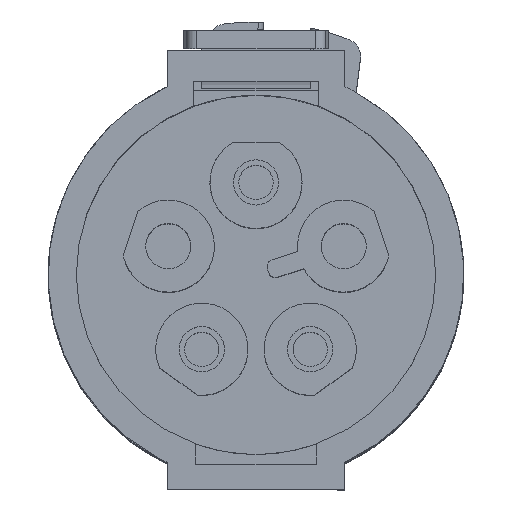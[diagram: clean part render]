
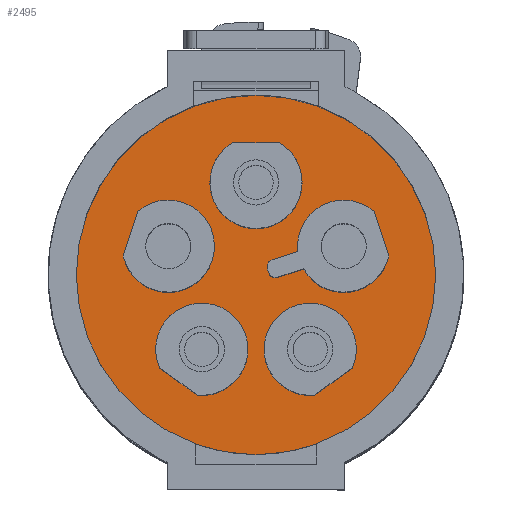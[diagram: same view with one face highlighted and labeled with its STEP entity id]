
A CAD part, top view. The second image highlights one B-rep face of the part: STEP entity #2495.
In plain terms, the highlighted planar face has unit normal (0, 0, 1).
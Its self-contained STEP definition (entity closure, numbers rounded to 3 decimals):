
#1576=AXIS2_PLACEMENT_3D('Circle Axis2P3D',#1574,#1575,$) ;
#1600=AXIS2_PLACEMENT_3D('Circle Axis2P3D',#1598,#1599,$) ;
#2351=AXIS2_PLACEMENT_3D('Plane Axis2P3D',#2348,#2349,#2350) ;
#2359=AXIS2_PLACEMENT_3D('Circle Axis2P3D',#2357,#2358,$) ;
#2375=AXIS2_PLACEMENT_3D('Circle Axis2P3D',#2373,#2374,$) ;
#2389=AXIS2_PLACEMENT_3D('Circle Axis2P3D',#2387,#2388,$) ;
#2403=AXIS2_PLACEMENT_3D('Circle Axis2P3D',#2401,#2402,$) ;
#2425=AXIS2_PLACEMENT_3D('Circle Axis2P3D',#2423,#2424,$) ;
#2443=AXIS2_PLACEMENT_3D('Circle Axis2P3D',#2441,#2442,$) ;
#2461=AXIS2_PLACEMENT_3D('Circle Axis2P3D',#2459,#2460,$) ;
#2479=AXIS2_PLACEMENT_3D('Circle Axis2P3D',#2477,#2478,$) ;
#1571=CARTESIAN_POINT('Vertex',(11.5,1.959,52.102)) ;
#1574=CARTESIAN_POINT('Axis2P3D Location',(11.5,11.9,52.102)) ;
#1578=CARTESIAN_POINT('Vertex',(11.5,21.841,52.102)) ;
#1598=CARTESIAN_POINT('Axis2P3D Location',(11.5,11.9,52.102)) ;
#2348=CARTESIAN_POINT('Axis2P3D Location',(11.5,11.9,52.102)) ;
#2357=CARTESIAN_POINT('Axis2P3D Location',(12.513,12.336,52.102)) ;
#2361=CARTESIAN_POINT('Vertex',(12.389,12.717,52.102)) ;
#2363=CARTESIAN_POINT('Vertex',(12.133,12.213,52.102)) ;
#2366=CARTESIAN_POINT('Line Origine',(13.104,12.949,52.102)) ;
#2370=CARTESIAN_POINT('Vertex',(13.818,13.181,52.102)) ;
#2373=CARTESIAN_POINT('Axis2P3D Location',(16.35,13.476,52.102)) ;
#2377=CARTESIAN_POINT('Vertex',(18.044,15.382,52.102)) ;
#2380=CARTESIAN_POINT('Line Origine',(18.442,14.156,52.102)) ;
#2384=CARTESIAN_POINT('Vertex',(18.84,12.93,52.102)) ;
#2387=CARTESIAN_POINT('Axis2P3D Location',(16.35,13.476,52.102)) ;
#2391=CARTESIAN_POINT('Vertex',(14.128,12.226,52.102)) ;
#2394=CARTESIAN_POINT('Line Origine',(13.414,11.994,52.102)) ;
#2398=CARTESIAN_POINT('Vertex',(12.7,11.762,52.102)) ;
#2401=CARTESIAN_POINT('Axis2P3D Location',(12.576,12.143,52.102)) ;
#2405=CARTESIAN_POINT('Vertex',(12.196,12.019,52.102)) ;
#2408=CARTESIAN_POINT('Line Origine',(12.164,12.116,52.102)) ;
#2423=CARTESIAN_POINT('Axis2P3D Location',(14.498,7.774,52.102)) ;
#2427=CARTESIAN_POINT('Vertex',(16.833,6.753,52.102)) ;
#2429=CARTESIAN_POINT('Vertex',(14.747,5.237,52.102)) ;
#2432=CARTESIAN_POINT('Line Origine',(15.79,5.995,52.102)) ;
#2441=CARTESIAN_POINT('Axis2P3D Location',(8.502,7.774,52.102)) ;
#2445=CARTESIAN_POINT('Vertex',(8.253,5.237,52.102)) ;
#2447=CARTESIAN_POINT('Vertex',(6.167,6.753,52.102)) ;
#2450=CARTESIAN_POINT('Line Origine',(7.21,5.995,52.102)) ;
#2459=CARTESIAN_POINT('Axis2P3D Location',(6.65,13.476,52.102)) ;
#2463=CARTESIAN_POINT('Vertex',(4.16,12.93,52.102)) ;
#2465=CARTESIAN_POINT('Vertex',(4.956,15.382,52.102)) ;
#2468=CARTESIAN_POINT('Line Origine',(4.558,14.156,52.102)) ;
#2477=CARTESIAN_POINT('Axis2P3D Location',(11.5,17.,52.102)) ;
#2481=CARTESIAN_POINT('Vertex',(10.211,19.199,52.102)) ;
#2483=CARTESIAN_POINT('Vertex',(12.789,19.199,52.102)) ;
#2486=CARTESIAN_POINT('Line Origine',(11.5,19.199,52.102)) ;
#1575=DIRECTION('Axis2P3D Direction',(0.,0.,-1.)) ;
#1599=DIRECTION('Axis2P3D Direction',(0.,0.,-1.)) ;
#2349=DIRECTION('Axis2P3D Direction',(0.,0.,1.)) ;
#2350=DIRECTION('Axis2P3D XDirection',(0.,-1.,0.)) ;
#2358=DIRECTION('Axis2P3D Direction',(0.,0.,1.)) ;
#2367=DIRECTION('Vector Direction',(0.951,0.309,0.)) ;
#2374=DIRECTION('Axis2P3D Direction',(0.,0.,1.)) ;
#2381=DIRECTION('Vector Direction',(-0.309,0.951,0.)) ;
#2388=DIRECTION('Axis2P3D Direction',(0.,0.,1.)) ;
#2395=DIRECTION('Vector Direction',(-0.951,-0.309,0.)) ;
#2402=DIRECTION('Axis2P3D Direction',(0.,0.,1.)) ;
#2409=DIRECTION('Vector Direction',(-0.309,0.951,0.)) ;
#2424=DIRECTION('Axis2P3D Direction',(0.,0.,1.)) ;
#2433=DIRECTION('Vector Direction',(0.809,0.588,0.)) ;
#2442=DIRECTION('Axis2P3D Direction',(0.,0.,1.)) ;
#2451=DIRECTION('Vector Direction',(0.809,-0.588,0.)) ;
#2460=DIRECTION('Axis2P3D Direction',(0.,0.,1.)) ;
#2469=DIRECTION('Vector Direction',(-0.309,-0.951,0.)) ;
#2478=DIRECTION('Axis2P3D Direction',(0.,0.,1.)) ;
#2487=DIRECTION('Vector Direction',(-1.,0.,0.)) ;
#2368=VECTOR('Line Direction',#2367,1.) ;
#2382=VECTOR('Line Direction',#2381,1.) ;
#2396=VECTOR('Line Direction',#2395,1.) ;
#2410=VECTOR('Line Direction',#2409,1.) ;
#2434=VECTOR('Line Direction',#2433,1.) ;
#2452=VECTOR('Line Direction',#2451,1.) ;
#2470=VECTOR('Line Direction',#2469,1.) ;
#2488=VECTOR('Line Direction',#2487,1.) ;
#2354=ORIENTED_EDGE('',*,*,#1602,.T.) ;
#2355=ORIENTED_EDGE('',*,*,#1580,.T.) ;
#2414=ORIENTED_EDGE('',*,*,#2365,.F.) ;
#2415=ORIENTED_EDGE('',*,*,#2372,.T.) ;
#2416=ORIENTED_EDGE('',*,*,#2379,.F.) ;
#2417=ORIENTED_EDGE('',*,*,#2386,.F.) ;
#2418=ORIENTED_EDGE('',*,*,#2393,.F.) ;
#2419=ORIENTED_EDGE('',*,*,#2400,.T.) ;
#2420=ORIENTED_EDGE('',*,*,#2407,.F.) ;
#2421=ORIENTED_EDGE('',*,*,#2412,.T.) ;
#2438=ORIENTED_EDGE('',*,*,#2431,.F.) ;
#2439=ORIENTED_EDGE('',*,*,#2436,.F.) ;
#2456=ORIENTED_EDGE('',*,*,#2449,.F.) ;
#2457=ORIENTED_EDGE('',*,*,#2454,.F.) ;
#2474=ORIENTED_EDGE('',*,*,#2467,.F.) ;
#2475=ORIENTED_EDGE('',*,*,#2472,.F.) ;
#2492=ORIENTED_EDGE('',*,*,#2485,.F.) ;
#2493=ORIENTED_EDGE('',*,*,#2490,.F.) ;
#2422=FACE_BOUND('',#2413,.T.) ;
#2440=FACE_BOUND('',#2437,.T.) ;
#2458=FACE_BOUND('',#2455,.T.) ;
#2476=FACE_BOUND('',#2473,.T.) ;
#2494=FACE_BOUND('',#2491,.T.) ;
#2495=ADVANCED_FACE('STECKVERBINDER',(#2356,#2422,#2440,#2458,#2476,#2494),#2352,.T.) ;
#1577=CIRCLE('generated circle',#1576,9.941) ;
#1601=CIRCLE('generated circle',#1600,9.941) ;
#2360=CIRCLE('generated circle',#2359,0.4) ;
#2376=CIRCLE('generated circle',#2375,2.549) ;
#2390=CIRCLE('generated circle',#2389,2.549) ;
#2404=CIRCLE('generated circle',#2403,0.4) ;
#2426=CIRCLE('generated circle',#2425,2.549) ;
#2444=CIRCLE('generated circle',#2443,2.549) ;
#2462=CIRCLE('generated circle',#2461,2.549) ;
#2480=CIRCLE('generated circle',#2479,2.549) ;
#1580=EDGE_CURVE('',#1579,#1572,#1577,.F.) ;
#1602=EDGE_CURVE('',#1572,#1579,#1601,.F.) ;
#2365=EDGE_CURVE('',#2362,#2364,#2360,.T.) ;
#2372=EDGE_CURVE('',#2362,#2371,#2369,.T.) ;
#2379=EDGE_CURVE('',#2378,#2371,#2376,.T.) ;
#2386=EDGE_CURVE('',#2385,#2378,#2383,.T.) ;
#2393=EDGE_CURVE('',#2392,#2385,#2390,.T.) ;
#2400=EDGE_CURVE('',#2392,#2399,#2397,.T.) ;
#2407=EDGE_CURVE('',#2406,#2399,#2404,.T.) ;
#2412=EDGE_CURVE('',#2406,#2364,#2411,.T.) ;
#2431=EDGE_CURVE('',#2428,#2430,#2426,.T.) ;
#2436=EDGE_CURVE('',#2430,#2428,#2435,.T.) ;
#2449=EDGE_CURVE('',#2446,#2448,#2444,.T.) ;
#2454=EDGE_CURVE('',#2448,#2446,#2453,.T.) ;
#2467=EDGE_CURVE('',#2464,#2466,#2462,.T.) ;
#2472=EDGE_CURVE('',#2466,#2464,#2471,.T.) ;
#2485=EDGE_CURVE('',#2482,#2484,#2480,.T.) ;
#2490=EDGE_CURVE('',#2484,#2482,#2489,.T.) ;
#2353=EDGE_LOOP('',(#2354,#2355)) ;
#2413=EDGE_LOOP('',(#2414,#2415,#2416,#2417,#2418,#2419,#2420,#2421)) ;
#2437=EDGE_LOOP('',(#2438,#2439)) ;
#2455=EDGE_LOOP('',(#2456,#2457)) ;
#2473=EDGE_LOOP('',(#2474,#2475)) ;
#2491=EDGE_LOOP('',(#2492,#2493)) ;
#2356=FACE_OUTER_BOUND('',#2353,.T.) ;
#2369=LINE('Line',#2366,#2368) ;
#2383=LINE('Line',#2380,#2382) ;
#2397=LINE('Line',#2394,#2396) ;
#2411=LINE('Line',#2408,#2410) ;
#2435=LINE('Line',#2432,#2434) ;
#2453=LINE('Line',#2450,#2452) ;
#2471=LINE('Line',#2468,#2470) ;
#2489=LINE('Line',#2486,#2488) ;
#2352=PLANE('',#2351) ;
#1572=VERTEX_POINT('',#1571) ;
#1579=VERTEX_POINT('',#1578) ;
#2362=VERTEX_POINT('',#2361) ;
#2364=VERTEX_POINT('',#2363) ;
#2371=VERTEX_POINT('',#2370) ;
#2378=VERTEX_POINT('',#2377) ;
#2385=VERTEX_POINT('',#2384) ;
#2392=VERTEX_POINT('',#2391) ;
#2399=VERTEX_POINT('',#2398) ;
#2406=VERTEX_POINT('',#2405) ;
#2428=VERTEX_POINT('',#2427) ;
#2430=VERTEX_POINT('',#2429) ;
#2446=VERTEX_POINT('',#2445) ;
#2448=VERTEX_POINT('',#2447) ;
#2464=VERTEX_POINT('',#2463) ;
#2466=VERTEX_POINT('',#2465) ;
#2482=VERTEX_POINT('',#2481) ;
#2484=VERTEX_POINT('',#2483) ;
